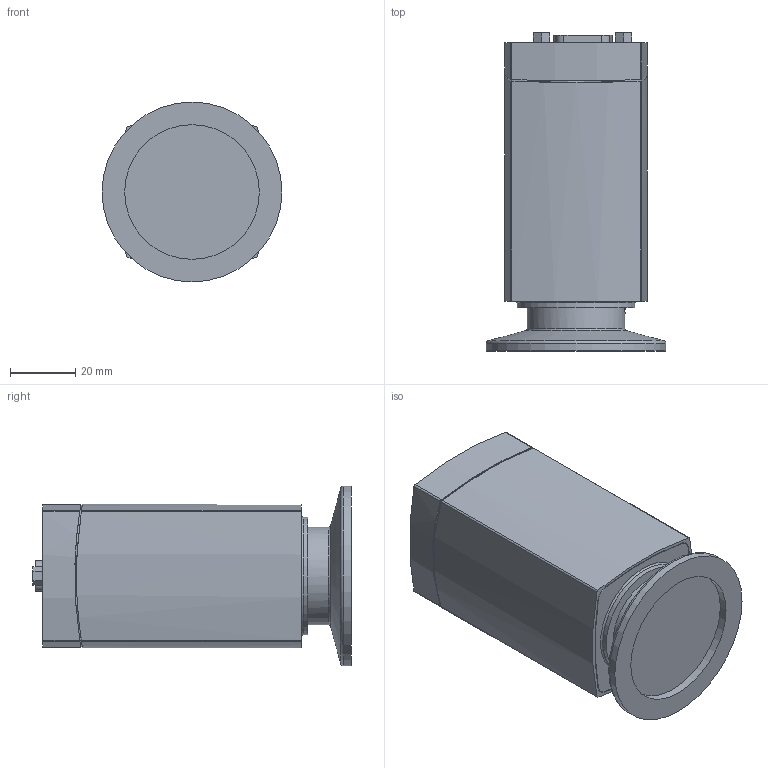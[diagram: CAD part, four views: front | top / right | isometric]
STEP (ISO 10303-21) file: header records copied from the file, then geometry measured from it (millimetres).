
FILE_DESCRIPTION(/* description */ (''),/* implementation_level */ '2;1');
FILE_NAME(/* name */ 'MMAG50x_9DSub_40KF.stp',/* time_stamp */ '2014-03-21T15:27:08+01:00',/* author */ ('BEM'),/* organization */ (''),/* preprocessor_version */ 'ST-DEVELOPER v15.2',/* originating_system */ 'Autodesk Inventor 2014',/* authorisation */ '');
FILE_SCHEMA (('AUTOMOTIVE_DESIGN { 1 0 10303 214 3 1 1 }'));
Length unit declared in the file: millimetre
Products named in the file (1): Bauteil11
Bounding box: 55 x 97.31 x 55 mm (x, y, z)
Volume: 107504.9 mm3; surface area: 46070.1 mm2
Topology: 1 solids, 2 shells, 603 faces, 1617 edges, 1057 vertices
Faces by surface type: plane 350, cylinder 220, bspline 17, cone 9, torus 7
Full cylindrical faces by diameter (mm): 0.8 x1, 1 x10, 1.3 x1, 2.156 x2, 2.4 x2, 2.6 x3, 2.8 x2, 2.845 x2, 2.9 x3, 3 x4, 3.1 x4, 3.2 x4, 3.3 x1, 3.4 x2, 3.8 x1, 4.2 x1, 5 x1, 5.2 x1, 6.2 x1, 25 x2, 26.8 x1, 29.8 x1, 31.5 x1, 36 x1, 40 x1, 41.2 x1, 55 x1
Entity records: 20583 total; most frequent: CARTESIAN_POINT 4863, DIRECTION 3109, ORIENTED_EDGE 3068, EDGE_CURVE 1534, AXIS2_PLACEMENT_3D 1070, VERTEX_POINT 1042, LINE 969, VECTOR 969
